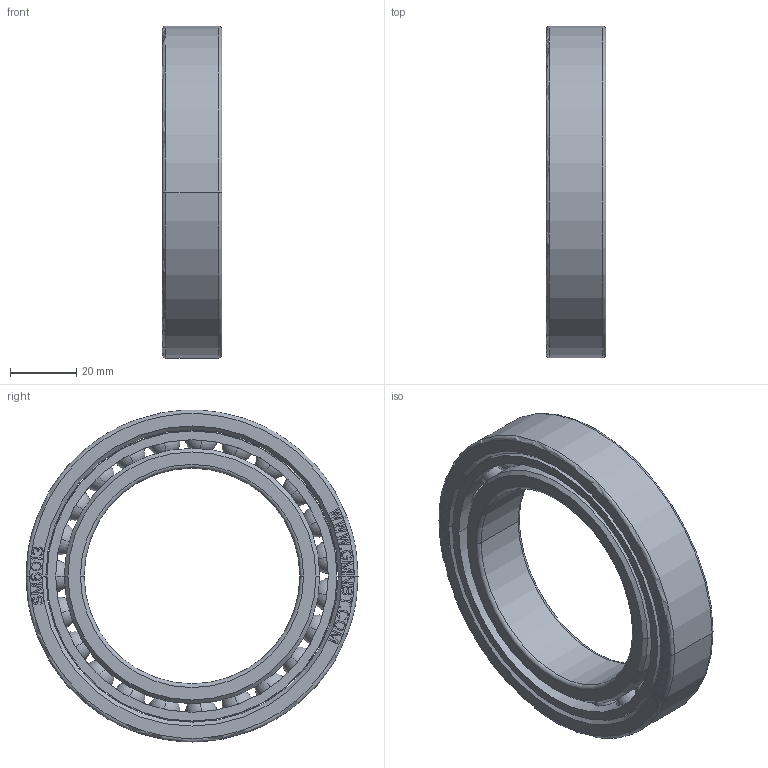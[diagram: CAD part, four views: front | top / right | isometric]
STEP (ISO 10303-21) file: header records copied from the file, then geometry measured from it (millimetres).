
FILE_DESCRIPTION((''),'2;1');
FILE_NAME('SM6013_PRT','2014-03-19T',('sales 4'),(''),'PRO/ENGINEER BY PARAMETRIC TECHNOLOGY CORPORATION, 2013150','PRO/ENGINEER BY PARAMETRIC TECHNOLOGY CORPORATION, 2013150','');
FILE_SCHEMA(('AUTOMOTIVE_DESIGN { 1 0 10303 214 1 1 1 1 }'));
Length unit declared in the file: millimetre
Products named in the file (1): SM6013_PRT
Bounding box: 18.01 x 100 x 100 mm (x, y, z)
Volume: 64344.5 mm3; surface area: 38915 mm2
Topology: 3 solids, 3 shells, 743 faces, 2071 edges, 1310 vertices
Faces by surface type: plane 523, cylinder 106, sphere 92, torus 12, cone 10
Entity records: 42992 total; most frequent: CARTESIAN_POINT 18287, ORIENTED_EDGE 3958, DIRECTION 3525, PRESENTATION_STYLE_ASSIGNMENT 2011, STYLED_ITEM 1982, CURVE_STYLE 1979, EDGE_CURVE 1979, VECTOR 1551
